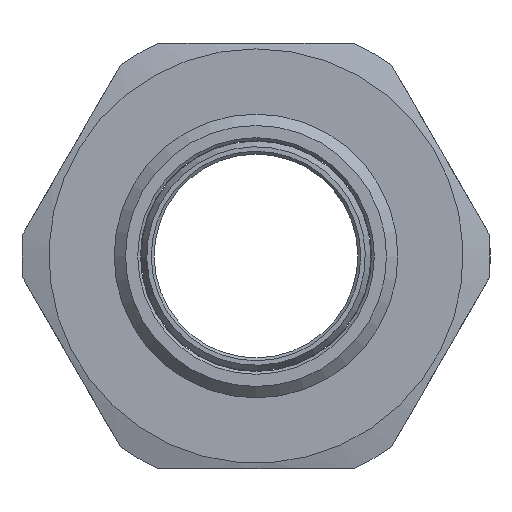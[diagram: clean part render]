
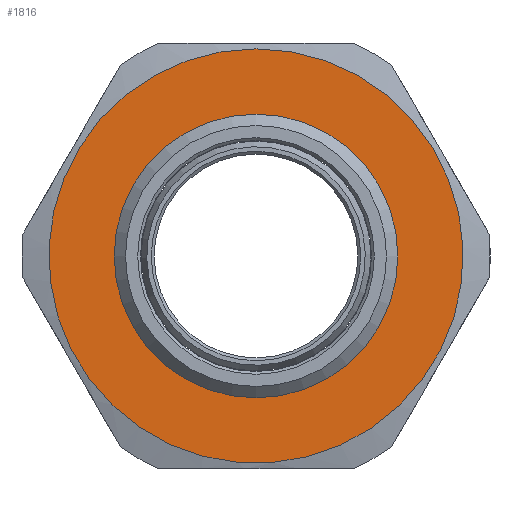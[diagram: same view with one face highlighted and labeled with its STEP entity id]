
A CAD part, left-side view. The second image highlights one B-rep face of the part: STEP entity #1816.
In plain terms, the highlighted planar face has unit normal (-1, 0, 0).
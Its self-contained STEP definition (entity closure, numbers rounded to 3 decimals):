
#2 = CARTESIAN_POINT ( 'NONE',  ( 15., 12.5, 0. ) ) ;
#29 = PLANE ( 'NONE',  #1914 ) ;
#89 = AXIS2_PLACEMENT_3D ( 'NONE', #1108, #702, #895 ) ;
#262 = VERTEX_POINT ( 'NONE', #419 ) ;
#294 = VERTEX_POINT ( 'NONE', #614 ) ;
#419 = CARTESIAN_POINT ( 'NONE',  ( 15., 0., 18.25 ) ) ;
#511 = AXIS2_PLACEMENT_3D ( 'NONE', #2440, #2208, #761 ) ;
#609 = DIRECTION ( 'NONE',  ( 0., 0., -1. ) ) ;
#614 = CARTESIAN_POINT ( 'NONE',  ( 15., 0., 12.5 ) ) ;
#701 = FACE_OUTER_BOUND ( 'NONE', #1447, .T. ) ;
#702 = DIRECTION ( 'NONE',  ( -1., 0., 0. ) ) ;
#746 = ORIENTED_EDGE ( 'NONE', *, *, #1258, .F. ) ;
#761 = DIRECTION ( 'NONE',  ( 0., 0., 1. ) ) ;
#797 = FACE_BOUND ( 'NONE', #1345, .T. ) ;
#895 = DIRECTION ( 'NONE',  ( 0., 0., 1. ) ) ;
#1029 = DIRECTION ( 'NONE',  ( 1., 0., 0. ) ) ;
#1108 = CARTESIAN_POINT ( 'NONE',  ( 15., 0., 0. ) ) ;
#1115 = EDGE_CURVE ( 'NONE', #262, #262, #1709, .T. ) ;
#1258 = EDGE_CURVE ( 'NONE', #294, #294, #1618, .T. ) ;
#1345 = EDGE_LOOP ( 'NONE', ( #746 ) ) ;
#1447 = EDGE_LOOP ( 'NONE', ( #2122 ) ) ;
#1618 = CIRCLE ( 'NONE', #511, 12.5 ) ;
#1709 = CIRCLE ( 'NONE', #89, 18.25 ) ;
#1816 = ADVANCED_FACE ( 'NONE', ( #797, #701 ), #29, .F. ) ;
#1914 = AXIS2_PLACEMENT_3D ( 'NONE', #2, #1029, #609 ) ;
#2122 = ORIENTED_EDGE ( 'NONE', *, *, #1115, .T. ) ;
#2208 = DIRECTION ( 'NONE',  ( -1., 0., 0. ) ) ;
#2440 = CARTESIAN_POINT ( 'NONE',  ( 15., 0., 0. ) ) ;
